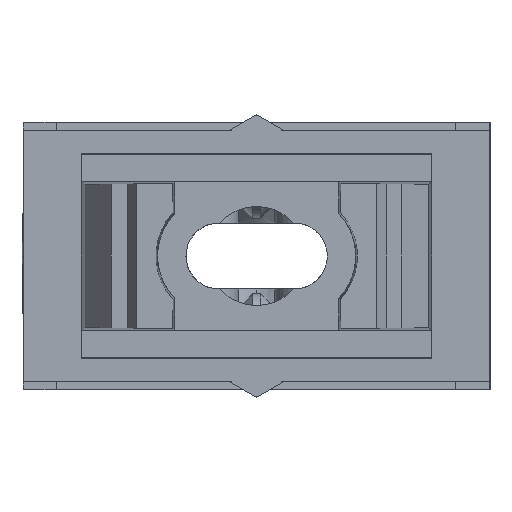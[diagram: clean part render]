
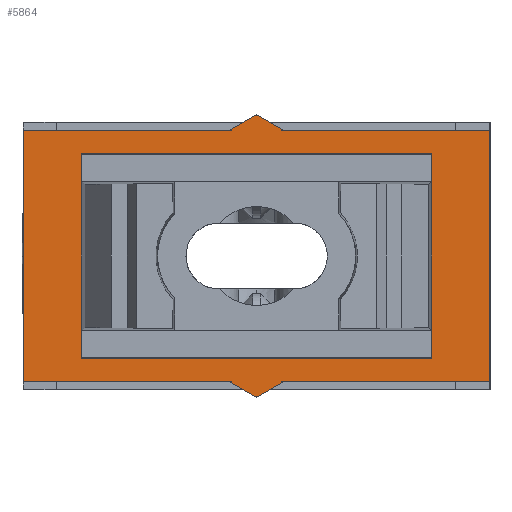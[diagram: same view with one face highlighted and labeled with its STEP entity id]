
A CAD part, front view. The second image highlights one B-rep face of the part: STEP entity #5864.
In plain terms, the highlighted planar face has unit normal (0, -1, 0).
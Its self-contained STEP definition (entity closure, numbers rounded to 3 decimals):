
#192 = LINE ( 'NONE', #5228, #8912 ) ;
#257 = CARTESIAN_POINT ( 'NONE',  ( -11.15, 0., -6.5 ) ) ;
#263 = DIRECTION ( 'NONE',  ( -0.866, 0., -0.5 ) ) ;
#275 = ORIENTED_EDGE ( 'NONE', *, *, #6466, .T. ) ;
#763 = EDGE_CURVE ( 'NONE', #8270, #3389, #3003, .T. ) ;
#794 = CARTESIAN_POINT ( 'NONE',  ( -11.15, 0., 6.5 ) ) ;
#825 = CARTESIAN_POINT ( 'NONE',  ( 1.732, 0., -8. ) ) ;
#892 = VECTOR ( 'NONE', #5249, 1000. ) ;
#898 = VERTEX_POINT ( 'NONE', #4516 ) ;
#925 = CARTESIAN_POINT ( 'NONE',  ( 25., 0., -8. ) ) ;
#975 = LINE ( 'NONE', #3752, #4067 ) ;
#1015 = DIRECTION ( 'NONE',  ( 1., 0., 0. ) ) ;
#1055 = LINE ( 'NONE', #1858, #1382 ) ;
#1071 = VECTOR ( 'NONE', #7170, 1000. ) ;
#1135 = DIRECTION ( 'NONE',  ( 1., 0., 0. ) ) ;
#1270 = VERTEX_POINT ( 'NONE', #3702 ) ;
#1317 = EDGE_CURVE ( 'NONE', #8270, #6255, #6809, .T. ) ;
#1338 = CARTESIAN_POINT ( 'NONE',  ( 0., 0., -9. ) ) ;
#1382 = VECTOR ( 'NONE', #6936, 1000. ) ;
#1483 = ORIENTED_EDGE ( 'NONE', *, *, #1895, .F. ) ;
#1488 = CARTESIAN_POINT ( 'NONE',  ( 11.15, 0., -20.85 ) ) ;
#1504 = VERTEX_POINT ( 'NONE', #7110 ) ;
#1682 = EDGE_LOOP ( 'NONE', ( #5677, #8139, #2282, #3674 ) ) ;
#1759 = LINE ( 'NONE', #1488, #2143 ) ;
#1858 = CARTESIAN_POINT ( 'NONE',  ( 0., 0., -9. ) ) ;
#1872 = EDGE_CURVE ( 'NONE', #5964, #3773, #6526, .T. ) ;
#1895 = EDGE_CURVE ( 'NONE', #1504, #7116, #8691, .T. ) ;
#1970 = CARTESIAN_POINT ( 'NONE',  ( -13.5, 0., 8.5 ) ) ;
#2024 = FACE_BOUND ( 'NONE', #1682, .T. ) ;
#2052 = ORIENTED_EDGE ( 'NONE', *, *, #3370, .T. ) ;
#2143 = VECTOR ( 'NONE', #2506, 1000. ) ;
#2234 = VERTEX_POINT ( 'NONE', #1338 ) ;
#2249 = VECTOR ( 'NONE', #6705, 1000. ) ;
#2251 = DIRECTION ( 'NONE',  ( 0., 0., -1. ) ) ;
#2282 = ORIENTED_EDGE ( 'NONE', *, *, #763, .T. ) ;
#2354 = CARTESIAN_POINT ( 'NONE',  ( -11.15, 0., 6.5 ) ) ;
#2381 = DIRECTION ( 'NONE',  ( -1., 0., 0. ) ) ;
#2506 = DIRECTION ( 'NONE',  ( 0., 0., 1. ) ) ;
#2757 = LINE ( 'NONE', #8600, #1071 ) ;
#3003 = LINE ( 'NONE', #4247, #8818 ) ;
#3004 = DIRECTION ( 'NONE',  ( 1., 0., 0. ) ) ;
#3014 = CARTESIAN_POINT ( 'NONE',  ( 14.85, 0., -8. ) ) ;
#3370 = EDGE_CURVE ( 'NONE', #6156, #3773, #975, .T. ) ;
#3389 = VERTEX_POINT ( 'NONE', #794 ) ;
#3392 = CARTESIAN_POINT ( 'NONE',  ( 4.33, 0., 6.5 ) ) ;
#3402 = ORIENTED_EDGE ( 'NONE', *, *, #1872, .F. ) ;
#3517 = DIRECTION ( 'NONE',  ( 0., 0., 1. ) ) ;
#3674 = ORIENTED_EDGE ( 'NONE', *, *, #6742, .T. ) ;
#3702 = CARTESIAN_POINT ( 'NONE',  ( -1.732, 0., 8. ) ) ;
#3708 = LINE ( 'NONE', #4372, #7703 ) ;
#3752 = CARTESIAN_POINT ( 'NONE',  ( -14.85, 0., 19.086 ) ) ;
#3773 = VERTEX_POINT ( 'NONE', #4731 ) ;
#3778 = VECTOR ( 'NONE', #1135, 1000. ) ;
#3800 = CARTESIAN_POINT ( 'NONE',  ( -1.732, 0., -8. ) ) ;
#3914 = EDGE_CURVE ( 'NONE', #8345, #1270, #2757, .T. ) ;
#4037 = VECTOR ( 'NONE', #1015, 1000. ) ;
#4067 = VECTOR ( 'NONE', #2251, 1000. ) ;
#4124 = EDGE_CURVE ( 'NONE', #2234, #5964, #1055, .T. ) ;
#4200 = VECTOR ( 'NONE', #6271, 1000. ) ;
#4247 = CARTESIAN_POINT ( 'NONE',  ( -11.15, 0., -20.85 ) ) ;
#4372 = CARTESIAN_POINT ( 'NONE',  ( 4.33, 0., -6.5 ) ) ;
#4446 = EDGE_LOOP ( 'NONE', ( #4826, #6229, #1483, #7111, #275, #8534, #8000, #2052, #3402, #9119 ) ) ;
#4492 = CARTESIAN_POINT ( 'NONE',  ( 14.85, 0., 19.086 ) ) ;
#4516 = CARTESIAN_POINT ( 'NONE',  ( 1.732, 0., 8. ) ) ;
#4731 = CARTESIAN_POINT ( 'NONE',  ( -14.85, 0., -8. ) ) ;
#4779 = EDGE_CURVE ( 'NONE', #7116, #5362, #7371, .T. ) ;
#4826 = ORIENTED_EDGE ( 'NONE', *, *, #7600, .F. ) ;
#5111 = CARTESIAN_POINT ( 'NONE',  ( 25., 0., -8. ) ) ;
#5228 = CARTESIAN_POINT ( 'NONE',  ( -25., 0., 8. ) ) ;
#5249 = DIRECTION ( 'NONE',  ( -1., 0., 0. ) ) ;
#5362 = VERTEX_POINT ( 'NONE', #825 ) ;
#5470 = DIRECTION ( 'NONE',  ( 1., 0., 0. ) ) ;
#5545 = DIRECTION ( 'NONE',  ( 0., 1., 0. ) ) ;
#5596 = FACE_OUTER_BOUND ( 'NONE', #4446, .T. ) ;
#5625 = CARTESIAN_POINT ( 'NONE',  ( 11.15, 0., -6.5 ) ) ;
#5677 = ORIENTED_EDGE ( 'NONE', *, *, #7961, .F. ) ;
#5864 = ADVANCED_FACE ( 'NONE', ( #2024, #5596 ), #7050, .F. ) ;
#5943 = CARTESIAN_POINT ( 'NONE',  ( -11.15, 0., -6.5 ) ) ;
#5964 = VERTEX_POINT ( 'NONE', #3800 ) ;
#6092 = CARTESIAN_POINT ( 'NONE',  ( -25., 0., 8. ) ) ;
#6156 = VERTEX_POINT ( 'NONE', #8885 ) ;
#6229 = ORIENTED_EDGE ( 'NONE', *, *, #4779, .F. ) ;
#6255 = VERTEX_POINT ( 'NONE', #5625 ) ;
#6271 = DIRECTION ( 'NONE',  ( -0.866, 0., 0.5 ) ) ;
#6466 = EDGE_CURVE ( 'NONE', #898, #8345, #8962, .T. ) ;
#6526 = LINE ( 'NONE', #5111, #892 ) ;
#6591 = LINE ( 'NONE', #2354, #9303 ) ;
#6705 = DIRECTION ( 'NONE',  ( 0., 0., -1. ) ) ;
#6742 = EDGE_CURVE ( 'NONE', #3389, #6876, #6591, .T. ) ;
#6784 = LINE ( 'NONE', #6092, #3778 ) ;
#6809 = LINE ( 'NONE', #257, #4037 ) ;
#6876 = VERTEX_POINT ( 'NONE', #7628 ) ;
#6936 = DIRECTION ( 'NONE',  ( -0.866, 0., 0.5 ) ) ;
#7050 = PLANE ( 'NONE',  #9313 ) ;
#7110 = CARTESIAN_POINT ( 'NONE',  ( 14.85, 0., 8. ) ) ;
#7111 = ORIENTED_EDGE ( 'NONE', *, *, #8402, .F. ) ;
#7116 = VERTEX_POINT ( 'NONE', #3014 ) ;
#7146 = EDGE_CURVE ( 'NONE', #6156, #1270, #6784, .T. ) ;
#7170 = DIRECTION ( 'NONE',  ( -0.866, 0., -0.5 ) ) ;
#7371 = LINE ( 'NONE', #925, #8753 ) ;
#7600 = EDGE_CURVE ( 'NONE', #5362, #2234, #3708, .T. ) ;
#7628 = CARTESIAN_POINT ( 'NONE',  ( 11.15, 0., 6.5 ) ) ;
#7703 = VECTOR ( 'NONE', #263, 1000. ) ;
#7961 = EDGE_CURVE ( 'NONE', #6255, #6876, #1759, .T. ) ;
#8000 = ORIENTED_EDGE ( 'NONE', *, *, #7146, .F. ) ;
#8060 = CARTESIAN_POINT ( 'NONE',  ( 0., 0., 9. ) ) ;
#8139 = ORIENTED_EDGE ( 'NONE', *, *, #1317, .F. ) ;
#8270 = VERTEX_POINT ( 'NONE', #5943 ) ;
#8345 = VERTEX_POINT ( 'NONE', #8060 ) ;
#8402 = EDGE_CURVE ( 'NONE', #898, #1504, #192, .T. ) ;
#8534 = ORIENTED_EDGE ( 'NONE', *, *, #3914, .T. ) ;
#8581 = DIRECTION ( 'NONE',  ( 0., 0., 1. ) ) ;
#8600 = CARTESIAN_POINT ( 'NONE',  ( 0., 0., 9. ) ) ;
#8691 = LINE ( 'NONE', #4492, #2249 ) ;
#8753 = VECTOR ( 'NONE', #2381, 1000. ) ;
#8818 = VECTOR ( 'NONE', #8581, 1000. ) ;
#8885 = CARTESIAN_POINT ( 'NONE',  ( -14.85, 0., 8. ) ) ;
#8912 = VECTOR ( 'NONE', #5470, 1000. ) ;
#8962 = LINE ( 'NONE', #3392, #4200 ) ;
#9119 = ORIENTED_EDGE ( 'NONE', *, *, #4124, .F. ) ;
#9303 = VECTOR ( 'NONE', #3004, 1000. ) ;
#9313 = AXIS2_PLACEMENT_3D ( 'NONE', #1970, #5545, #3517 ) ;
